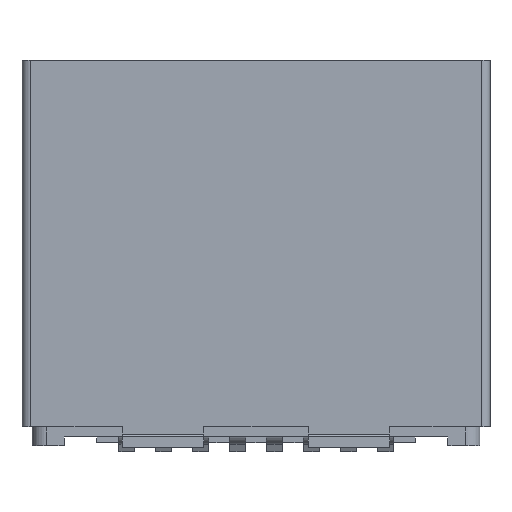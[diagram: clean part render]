
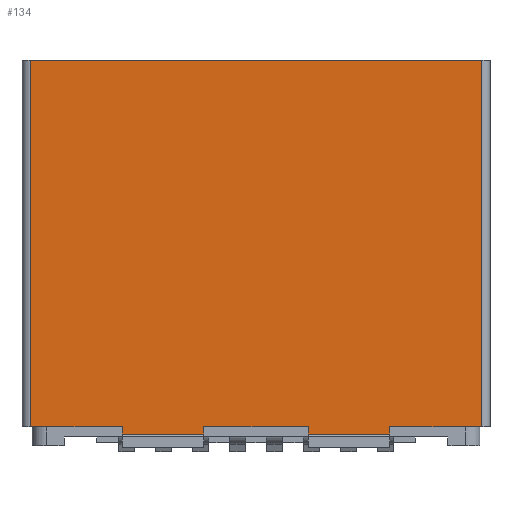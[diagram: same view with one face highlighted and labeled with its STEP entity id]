
A CAD part, front view. The second image highlights one B-rep face of the part: STEP entity #134.
In plain terms, the highlighted planar face has unit normal (0, -1, 0).
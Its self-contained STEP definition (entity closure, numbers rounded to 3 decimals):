
#34=AXIS2_PLACEMENT_3D('Plane Axis2P3D',#31,#32,#33) ;
#31=CARTESIAN_POINT('Axis2P3D Location',(0.,2.045,0.)) ;
#36=CARTESIAN_POINT('Line Origine',(12.65,2.045,0.728)) ;
#40=CARTESIAN_POINT('Vertex',(12.65,2.045,0.603)) ;
#42=CARTESIAN_POINT('Vertex',(12.65,2.045,0.853)) ;
#45=CARTESIAN_POINT('Line Origine',(14.224,2.045,0.853)) ;
#49=CARTESIAN_POINT('Vertex',(15.798,2.045,0.853)) ;
#52=CARTESIAN_POINT('Line Origine',(15.798,2.045,7.153)) ;
#56=CARTESIAN_POINT('Vertex',(15.798,2.045,13.453)) ;
#59=CARTESIAN_POINT('Line Origine',(8.049,2.045,13.453)) ;
#63=CARTESIAN_POINT('Vertex',(0.3,2.045,13.453)) ;
#66=CARTESIAN_POINT('Line Origine',(0.3,2.045,7.153)) ;
#70=CARTESIAN_POINT('Vertex',(0.3,2.045,0.853)) ;
#73=CARTESIAN_POINT('Line Origine',(1.875,2.045,0.853)) ;
#77=CARTESIAN_POINT('Vertex',(3.45,2.045,0.853)) ;
#80=CARTESIAN_POINT('Line Origine',(3.45,2.045,0.728)) ;
#84=CARTESIAN_POINT('Vertex',(3.45,2.045,0.603)) ;
#87=CARTESIAN_POINT('Line Origine',(4.85,2.045,0.603)) ;
#91=CARTESIAN_POINT('Vertex',(6.25,2.045,0.603)) ;
#94=CARTESIAN_POINT('Line Origine',(6.25,2.045,0.728)) ;
#98=CARTESIAN_POINT('Vertex',(6.25,2.045,0.853)) ;
#101=CARTESIAN_POINT('Line Origine',(8.05,2.045,0.853)) ;
#105=CARTESIAN_POINT('Vertex',(9.85,2.045,0.853)) ;
#108=CARTESIAN_POINT('Line Origine',(9.85,2.045,0.728)) ;
#112=CARTESIAN_POINT('Vertex',(9.85,2.045,0.603)) ;
#115=CARTESIAN_POINT('Line Origine',(11.25,2.045,0.603)) ;
#32=DIRECTION('Axis2P3D Direction',(0.,-1.,0.)) ;
#33=DIRECTION('Axis2P3D XDirection',(1.,0.,0.)) ;
#37=DIRECTION('Vector Direction',(0.,0.,-1.)) ;
#46=DIRECTION('Vector Direction',(1.,0.,0.)) ;
#53=DIRECTION('Vector Direction',(0.,0.,1.)) ;
#60=DIRECTION('Vector Direction',(1.,0.,0.)) ;
#67=DIRECTION('Vector Direction',(0.,0.,1.)) ;
#74=DIRECTION('Vector Direction',(1.,0.,0.)) ;
#81=DIRECTION('Vector Direction',(0.,0.,-1.)) ;
#88=DIRECTION('Vector Direction',(1.,0.,0.)) ;
#95=DIRECTION('Vector Direction',(0.,0.,-1.)) ;
#102=DIRECTION('Vector Direction',(1.,0.,0.)) ;
#109=DIRECTION('Vector Direction',(0.,0.,-1.)) ;
#116=DIRECTION('Vector Direction',(1.,0.,0.)) ;
#38=VECTOR('Line Direction',#37,1.) ;
#47=VECTOR('Line Direction',#46,1.) ;
#54=VECTOR('Line Direction',#53,1.) ;
#61=VECTOR('Line Direction',#60,1.) ;
#68=VECTOR('Line Direction',#67,1.) ;
#75=VECTOR('Line Direction',#74,1.) ;
#82=VECTOR('Line Direction',#81,1.) ;
#89=VECTOR('Line Direction',#88,1.) ;
#96=VECTOR('Line Direction',#95,1.) ;
#103=VECTOR('Line Direction',#102,1.) ;
#110=VECTOR('Line Direction',#109,1.) ;
#117=VECTOR('Line Direction',#116,1.) ;
#121=ORIENTED_EDGE('',*,*,#44,.T.) ;
#122=ORIENTED_EDGE('',*,*,#51,.T.) ;
#123=ORIENTED_EDGE('',*,*,#58,.T.) ;
#124=ORIENTED_EDGE('',*,*,#65,.F.) ;
#125=ORIENTED_EDGE('',*,*,#72,.F.) ;
#126=ORIENTED_EDGE('',*,*,#79,.T.) ;
#127=ORIENTED_EDGE('',*,*,#86,.F.) ;
#128=ORIENTED_EDGE('',*,*,#93,.F.) ;
#129=ORIENTED_EDGE('',*,*,#100,.T.) ;
#130=ORIENTED_EDGE('',*,*,#107,.T.) ;
#131=ORIENTED_EDGE('',*,*,#114,.F.) ;
#132=ORIENTED_EDGE('',*,*,#119,.T.) ;
#134=ADVANCED_FACE('Part body',(#133),#35,.T.) ;
#44=EDGE_CURVE('',#41,#43,#39,.F.) ;
#51=EDGE_CURVE('',#43,#50,#48,.T.) ;
#58=EDGE_CURVE('',#50,#57,#55,.T.) ;
#65=EDGE_CURVE('',#64,#57,#62,.T.) ;
#72=EDGE_CURVE('',#71,#64,#69,.T.) ;
#79=EDGE_CURVE('',#71,#78,#76,.T.) ;
#86=EDGE_CURVE('',#85,#78,#83,.F.) ;
#93=EDGE_CURVE('',#92,#85,#90,.F.) ;
#100=EDGE_CURVE('',#92,#99,#97,.F.) ;
#107=EDGE_CURVE('',#99,#106,#104,.T.) ;
#114=EDGE_CURVE('',#113,#106,#111,.F.) ;
#119=EDGE_CURVE('',#113,#41,#118,.T.) ;
#120=EDGE_LOOP('',(#121,#122,#123,#124,#125,#126,#127,#128,#129,#130,#131,#132)) ;
#133=FACE_OUTER_BOUND('',#120,.T.) ;
#39=LINE('Line',#36,#38) ;
#48=LINE('Line',#45,#47) ;
#55=LINE('Line',#52,#54) ;
#62=LINE('Line',#59,#61) ;
#69=LINE('Line',#66,#68) ;
#76=LINE('Line',#73,#75) ;
#83=LINE('Line',#80,#82) ;
#90=LINE('Line',#87,#89) ;
#97=LINE('Line',#94,#96) ;
#104=LINE('Line',#101,#103) ;
#111=LINE('Line',#108,#110) ;
#118=LINE('Line',#115,#117) ;
#35=PLANE('',#34) ;
#41=VERTEX_POINT('',#40) ;
#43=VERTEX_POINT('',#42) ;
#50=VERTEX_POINT('',#49) ;
#57=VERTEX_POINT('',#56) ;
#64=VERTEX_POINT('',#63) ;
#71=VERTEX_POINT('',#70) ;
#78=VERTEX_POINT('',#77) ;
#85=VERTEX_POINT('',#84) ;
#92=VERTEX_POINT('',#91) ;
#99=VERTEX_POINT('',#98) ;
#106=VERTEX_POINT('',#105) ;
#113=VERTEX_POINT('',#112) ;
